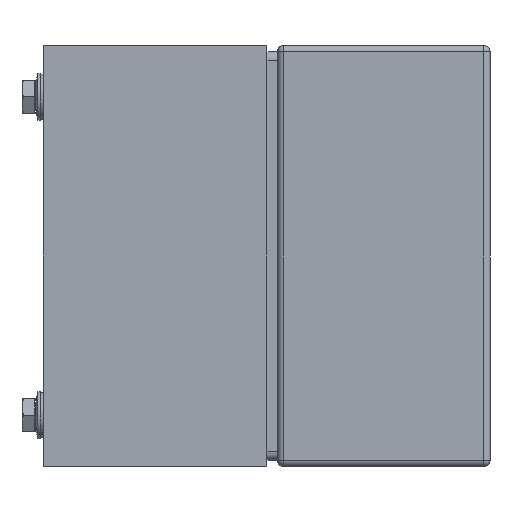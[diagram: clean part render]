
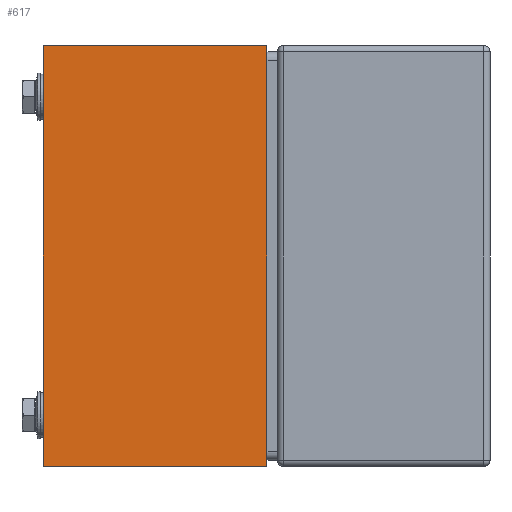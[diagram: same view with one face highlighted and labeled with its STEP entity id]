
A CAD part, left-side view. The second image highlights one B-rep face of the part: STEP entity #617.
In plain terms, the highlighted planar face has unit normal (-1, 0, 0).
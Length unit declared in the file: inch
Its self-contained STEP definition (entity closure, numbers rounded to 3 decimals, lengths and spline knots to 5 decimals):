
#81 = CARTESIAN_POINT ( 'NONE',  ( -2.62501, 2.4873, 2.442 ) ) ;
#334 = CARTESIAN_POINT ( 'NONE',  ( -2.62501, -2.52501, 5.1231 ) ) ;
#617 = ADVANCED_FACE ( 'NONE', ( #19960 ), #10356, .T. ) ;
#1210 = ORIENTED_EDGE ( 'NONE', *, *, #6170, .F. ) ;
#2131 = VERTEX_POINT ( 'NONE', #334 ) ;
#2836 = CARTESIAN_POINT ( 'NONE',  ( -2.62501, -2.52501, 5.0856 ) ) ;
#3103 = ORIENTED_EDGE ( 'NONE', *, *, #7498, .T. ) ;
#3623 = LINE ( 'NONE', #6187, #17909 ) ;
#4372 = EDGE_LOOP ( 'NONE', ( #15455, #13676, #3103, #1210 ) ) ;
#4688 = CARTESIAN_POINT ( 'NONE',  ( -2.62501, 2.5248, 2.442 ) ) ;
#4777 = DIRECTION ( 'NONE',  ( 0., 0., 1. ) ) ;
#5401 = VERTEX_POINT ( 'NONE', #7698 ) ;
#5969 = DIRECTION ( 'NONE',  ( 0., 1., 0. ) ) ;
#6170 = EDGE_CURVE ( 'NONE', #22816, #16749, #3623, .T. ) ;
#6187 = CARTESIAN_POINT ( 'NONE',  ( -2.62501, 2.5248, 3.78255 ) ) ;
#7498 = EDGE_CURVE ( 'NONE', #2131, #16749, #15189, .T. ) ;
#7618 = EDGE_CURVE ( 'NONE', #5401, #22816, #20960, .T. ) ;
#7698 = CARTESIAN_POINT ( 'NONE',  ( -2.62501, -2.52501, 2.442 ) ) ;
#8012 = LINE ( 'NONE', #2836, #17785 ) ;
#9979 = VECTOR ( 'NONE', #23207, 39.37008 ) ;
#10356 = PLANE ( 'NONE',  #15125 ) ;
#12305 = DIRECTION ( 'NONE',  ( 0., -1., 0. ) ) ;
#13405 = CARTESIAN_POINT ( 'NONE',  ( -2.62501, -2.48751, 5.1231 ) ) ;
#13676 = ORIENTED_EDGE ( 'NONE', *, *, #20022, .T. ) ;
#15125 = AXIS2_PLACEMENT_3D ( 'NONE', #16183, #23985, #12305 ) ;
#15189 = LINE ( 'NONE', #13405, #9979 ) ;
#15455 = ORIENTED_EDGE ( 'NONE', *, *, #7618, .F. ) ;
#16183 = CARTESIAN_POINT ( 'NONE',  ( -2.62501, -2.48751, 5.0856 ) ) ;
#16749 = VERTEX_POINT ( 'NONE', #22203 ) ;
#17785 = VECTOR ( 'NONE', #4777, 39.37008 ) ;
#17909 = VECTOR ( 'NONE', #19902, 39.37008 ) ;
#18484 = VECTOR ( 'NONE', #5969, 39.37008 ) ;
#19902 = DIRECTION ( 'NONE',  ( 0., 0., 1. ) ) ;
#19960 = FACE_OUTER_BOUND ( 'NONE', #4372, .T. ) ;
#20022 = EDGE_CURVE ( 'NONE', #5401, #2131, #8012, .T. ) ;
#20960 = LINE ( 'NONE', #81, #18484 ) ;
#22203 = CARTESIAN_POINT ( 'NONE',  ( -2.62501, 2.5248, 5.1231 ) ) ;
#22816 = VERTEX_POINT ( 'NONE', #4688 ) ;
#23207 = DIRECTION ( 'NONE',  ( 0., 1., 0. ) ) ;
#23985 = DIRECTION ( 'NONE',  ( -1., 0., 0. ) ) ;
